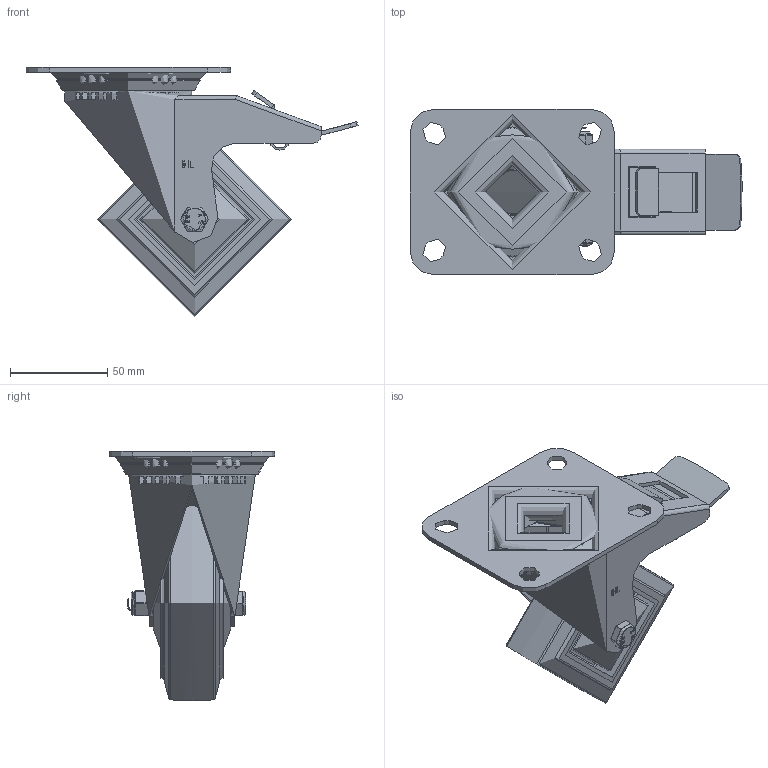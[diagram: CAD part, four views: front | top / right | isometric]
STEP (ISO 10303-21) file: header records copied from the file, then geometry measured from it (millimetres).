
FILE_DESCRIPTION(/* description */ (''),/* implementation_level */ '2;1');
FILE_NAME(/* name */ 'BZMM100STPRBJSWB.step',/* time_stamp */ '2024-06-28T11:54:57+01:00',/* author */ (''),/* organization */ (''),/* preprocessor_version */ 'ST-DEVELOPER v20',/* originating_system */ 'Autodesk Translation Framework v13.14.0.145',/* authorisation */ '');
FILE_SCHEMA (('AUTOMOTIVE_DESIGN { 1 0 10303 214 3 1 1 }'));
Length unit declared in the file: millimetre
Products named in the file (28): BZMM100STPRBJSWB; BZMM100ASSWB v1; ZINC PLATED, PRESSED STEEL TOP PLATE; ZINC PLATED, PRESSED STEEL TOP PLATE Geometry; BALL BEARINGS; Component1; ZINC PLATED, PRESSED STEEL FORKS; BEARING SEAL; ZINC PLATED, PRESSED STEEL BRAKE PEDAL; BRAKE PAD; BZMM100WSTPRBJM8 v1; 65 SHORE A THERMOPLASTIC RUBBER TYRE; POLYPROPYLENE RIM; BEARING 6202; METAL; METAL2; Pattern; Component1 (1); MIDDLE; RUBBER; RUBBER2; CAP; HEXBOLTM8X55Z8.8 v2; GRADE 8.8 ZINC PLATED BOLT; NYLOCM8Z v1; NYLOC NUT; NUT; RUBBER (1)
Assembly tree (58 placements, depth 5):
  BZMM100STPRBJSWB
    BZMM100ASSWB v1
      ZINC PLATED, PRESSED STEEL TOP PLATE
        ZINC PLATED, PRESSED STEEL TOP PLATE Geometry
        BALL BEARINGS
          Component1  x24
      ZINC PLATED, PRESSED STEEL FORKS
      BEARING SEAL
      ZINC PLATED, PRESSED STEEL BRAKE PEDAL
      BRAKE PAD
    BZMM100WSTPRBJM8 v1
      65 SHORE A THERMOPLASTIC RUBBER TYRE
      POLYPROPYLENE RIM
      BEARING 6202
        METAL
        METAL2
        Pattern
          Component1 (1)  x8
        MIDDLE
        RUBBER
        RUBBER2
      CAP  x2
    HEXBOLTM8X55Z8.8 v2
      GRADE 8.8 ZINC PLATED BOLT
    NYLOCM8Z v1
      NYLOC NUT
        NUT
        RUBBER (1)
Bounding box: 170.42 x 85 x 127.95 mm (x, y, z)
Volume: 249311.6 mm3; surface area: 146408.6 mm2
Topology: 49 solids, 49 shells, 940 faces, 2366 edges, 1539 vertices
Faces by surface type: plane 429, cylinder 215, bspline 179, sphere 72, torus 28, cone 17
Full cylindrical faces by diameter (mm): 0.664 x2, 6.446 x7, 7.866 x13, 8 x3, 8.2 x4, 8.6 x2, 11.5 x3, 12.1 x1, 14.8 x2, 15 x1, 18 x1, 20 x4, 22.5 x2, 23 x2, 27.5 x1, 30 x4, 30.5 x2, 31 x4, 31.5 x1, 32 x3, 35 x4, 41 x2, 44 x2, 53 x2, 56 x4, 61 x1, 62 x2, 65 x1, 68 x2
Entity records: 35449 total; most frequent: CARTESIAN_POINT 13938, ORIENTED_EDGE 4452, DIRECTION 3898, EDGE_CURVE 2226, VERTEX_POINT 1463, AXIS2_PLACEMENT_3D 1361, LINE 1176, VECTOR 1176
